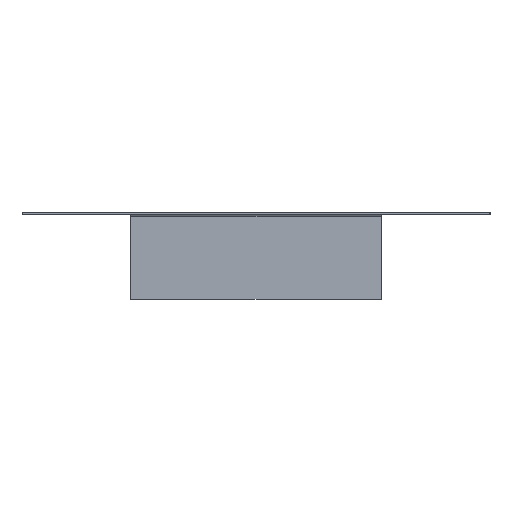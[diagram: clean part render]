
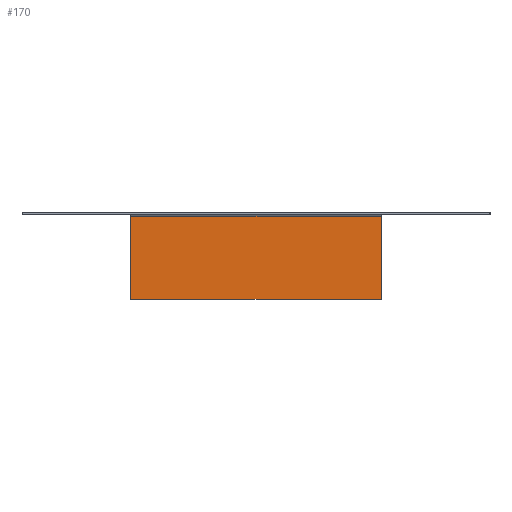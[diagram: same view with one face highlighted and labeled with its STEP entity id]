
A CAD part, front view. The second image highlights one B-rep face of the part: STEP entity #170.
In plain terms, the highlighted planar face has unit normal (0, -1, 0).
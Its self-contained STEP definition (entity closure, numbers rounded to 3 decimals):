
#65 = CARTESIAN_POINT ( 'NONE',  ( 158., 0.737, -50. ) ) ;
#66 = DIRECTION ( 'NONE',  ( 0., 0., -1. ) ) ;
#125 = FACE_OUTER_BOUND ( 'NONE', #613, .T. ) ;
#170 = ADVANCED_FACE ( 'NONE', ( #125 ), #1035, .T. ) ;
#192 = VERTEX_POINT ( 'NONE', #844 ) ;
#274 = CARTESIAN_POINT ( 'NONE',  ( 13., 0.737, -1.937 ) ) ;
#288 = ORIENTED_EDGE ( 'NONE', *, *, #320, .F. ) ;
#320 = EDGE_CURVE ( 'NONE', #192, #747, #1146, .T. ) ;
#322 = DIRECTION ( 'NONE',  ( 0., 0., 1. ) ) ;
#370 = EDGE_CURVE ( 'NONE', #747, #1114, #843, .T. ) ;
#394 = AXIS2_PLACEMENT_3D ( 'NONE', #1150, #494, #66 ) ;
#422 = VERTEX_POINT ( 'NONE', #445 ) ;
#429 = VECTOR ( 'NONE', #916, 1000. ) ;
#445 = CARTESIAN_POINT ( 'NONE',  ( 158., 0.737, -1.937 ) ) ;
#469 = VECTOR ( 'NONE', #322, 1000. ) ;
#494 = DIRECTION ( 'NONE',  ( 0., -1., 0. ) ) ;
#577 = VECTOR ( 'NONE', #968, 1000. ) ;
#594 = CARTESIAN_POINT ( 'NONE',  ( 13., 0.737, -1.937 ) ) ;
#613 = EDGE_LOOP ( 'NONE', ( #1356, #1165, #811, #288 ) ) ;
#747 = VERTEX_POINT ( 'NONE', #1299 ) ;
#811 = ORIENTED_EDGE ( 'NONE', *, *, #370, .F. ) ;
#843 = LINE ( 'NONE', #1295, #469 ) ;
#844 = CARTESIAN_POINT ( 'NONE',  ( 158., 0.737, -50. ) ) ;
#859 = EDGE_CURVE ( 'NONE', #1114, #422, #997, .T. ) ;
#916 = DIRECTION ( 'NONE',  ( 1., 0., 0. ) ) ;
#968 = DIRECTION ( 'NONE',  ( -1., 0., 0. ) ) ;
#997 = LINE ( 'NONE', #274, #429 ) ;
#1035 = PLANE ( 'NONE',  #394 ) ;
#1114 = VERTEX_POINT ( 'NONE', #594 ) ;
#1146 = LINE ( 'NONE', #1394, #577 ) ;
#1150 = CARTESIAN_POINT ( 'NONE',  ( 0., 0.737, 0. ) ) ;
#1153 = DIRECTION ( 'NONE',  ( 0., 0., -1. ) ) ;
#1165 = ORIENTED_EDGE ( 'NONE', *, *, #859, .F. ) ;
#1168 = LINE ( 'NONE', #65, #1355 ) ;
#1243 = EDGE_CURVE ( 'NONE', #422, #192, #1168, .T. ) ;
#1295 = CARTESIAN_POINT ( 'NONE',  ( 13., 0.737, -1.2 ) ) ;
#1299 = CARTESIAN_POINT ( 'NONE',  ( 13., 0.737, -50. ) ) ;
#1355 = VECTOR ( 'NONE', #1153, 1000. ) ;
#1356 = ORIENTED_EDGE ( 'NONE', *, *, #1243, .F. ) ;
#1394 = CARTESIAN_POINT ( 'NONE',  ( 13., 0.737, -50. ) ) ;
